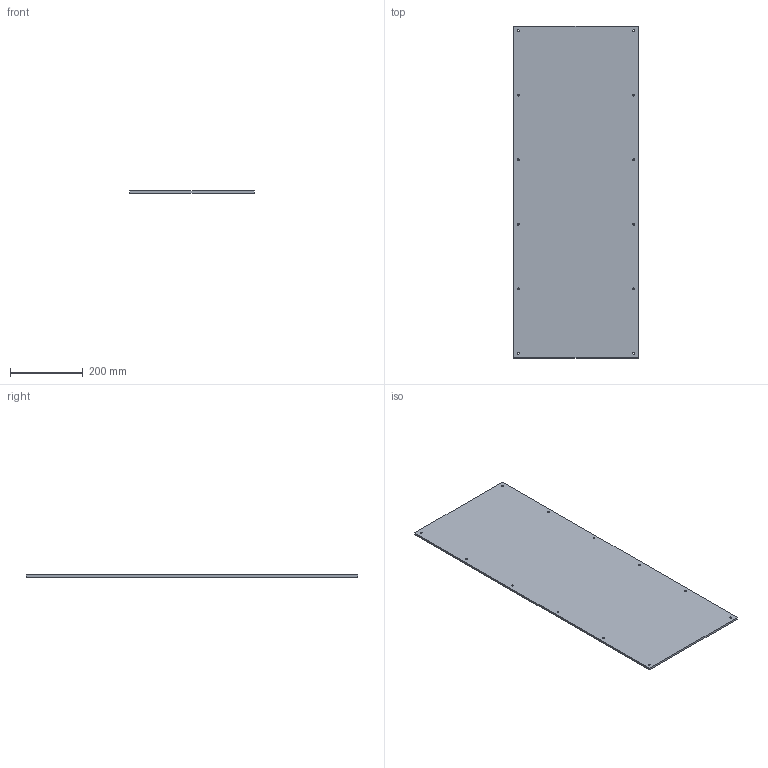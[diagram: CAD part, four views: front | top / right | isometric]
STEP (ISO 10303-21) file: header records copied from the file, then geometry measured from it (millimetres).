
FILE_DESCRIPTION((' '),'2;1');
FILE_NAME( 'am-4616_panel Polycarbonate Panel.stp', '2025-04-18T14:51:43', (' '), ('--- Datakit www.datakit.com---'), ' Datakit CrossCadWare V2022.2 Mar 12 2022', 'Mastercam 2023', ' ');
FILE_SCHEMA(('AUTOMOTIVE_DESIGN { 1 0 10303 214 1 1 1 1 }'));
Length unit declared in the file: inch
Products named in the file (1): am-4616_panel Polycarbonate Panel
Bounding box: 342.9 x 914.4 x 5.59 mm (x, y, z)
Volume: 1750731.8 mm3; surface area: 641728.8 mm2
Topology: 1 solids, 1 shells, 34 faces, 120 edges, 88 vertices
Faces by surface type: cylinder 28, plane 6
Entity records: 1448 total; most frequent: DIRECTION 270, CARTESIAN_POINT 243, ORIENTED_EDGE 240, EDGE_CURVE 120, AXIS2_PLACEMENT_3D 115, VERTEX_POINT 88, CIRCLE 80, EDGE_LOOP 58
